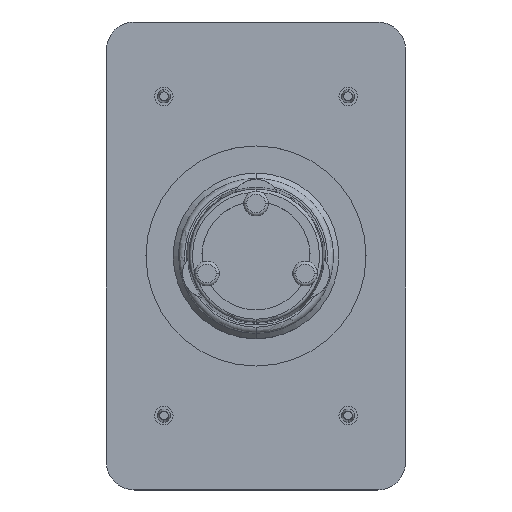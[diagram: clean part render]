
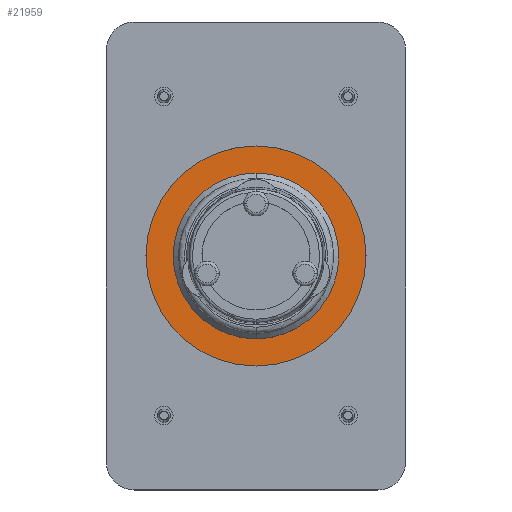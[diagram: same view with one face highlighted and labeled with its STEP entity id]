
A CAD part, top view. The second image highlights one B-rep face of the part: STEP entity #21959.
In plain terms, the highlighted planar face has unit normal (0, 0, 1).
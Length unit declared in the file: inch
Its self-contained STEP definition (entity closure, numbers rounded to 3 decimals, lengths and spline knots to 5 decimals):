
#291 = EDGE_CURVE ( 'NONE', #2454, #34275, #18405, .T. ) ;
#639 = CIRCLE ( 'NONE', #29233, 1.12 ) ;
#1119 = DIRECTION ( 'NONE',  ( -1., 0., 0. ) ) ;
#1893 = EDGE_LOOP ( 'NONE', ( #26327, #32350 ) ) ;
#2454 = VERTEX_POINT ( 'NONE', #21541 ) ;
#2505 = FACE_OUTER_BOUND ( 'NONE', #34409, .T. ) ;
#4612 = CARTESIAN_POINT ( 'NONE',  ( -1.12, 0., 0.34 ) ) ;
#6717 = DIRECTION ( 'NONE',  ( 0., 0., 1. ) ) ;
#8737 = ORIENTED_EDGE ( 'NONE', *, *, #27912, .T. ) ;
#10155 = CARTESIAN_POINT ( 'NONE',  ( 1.12, 0., 0.34 ) ) ;
#10880 = FACE_BOUND ( 'NONE', #1893, .T. ) ;
#11262 = AXIS2_PLACEMENT_3D ( 'NONE', #31968, #26565, #17811 ) ;
#13033 = CARTESIAN_POINT ( 'NONE',  ( 0., 0., 0.34 ) ) ;
#13243 = DIRECTION ( 'NONE',  ( 0., 1., 0. ) ) ;
#13620 = AXIS2_PLACEMENT_3D ( 'NONE', #21249, #21628, #13243 ) ;
#14236 = PLANE ( 'NONE',  #28757 ) ;
#16632 = CIRCLE ( 'NONE', #11262, 1.12 ) ;
#17811 = DIRECTION ( 'NONE',  ( -1., 0., 0. ) ) ;
#18405 = CIRCLE ( 'NONE', #13620, 0.843 ) ;
#19178 = ORIENTED_EDGE ( 'NONE', *, *, #30973, .T. ) ;
#20838 = EDGE_CURVE ( 'NONE', #34275, #2454, #22770, .T. ) ;
#21249 = CARTESIAN_POINT ( 'NONE',  ( 0., 0., 0.34 ) ) ;
#21362 = VERTEX_POINT ( 'NONE', #4612 ) ;
#21541 = CARTESIAN_POINT ( 'NONE',  ( 0., 0.843, 0.34 ) ) ;
#21628 = DIRECTION ( 'NONE',  ( 0., 0., -1. ) ) ;
#21812 = VERTEX_POINT ( 'NONE', #10155 ) ;
#21959 = ADVANCED_FACE ( 'NONE', ( #2505, #10880 ), #14236, .F. ) ;
#22273 = DIRECTION ( 'NONE',  ( 0., 0., -1. ) ) ;
#22770 = CIRCLE ( 'NONE', #32289, 0.843 ) ;
#24319 = CARTESIAN_POINT ( 'NONE',  ( 0., -0.843, 0.34 ) ) ;
#24762 = DIRECTION ( 'NONE',  ( 0., 0., -1. ) ) ;
#26327 = ORIENTED_EDGE ( 'NONE', *, *, #291, .T. ) ;
#26565 = DIRECTION ( 'NONE',  ( 0., 0., 1. ) ) ;
#27912 = EDGE_CURVE ( 'NONE', #21812, #21362, #16632, .T. ) ;
#28040 = CARTESIAN_POINT ( 'NONE',  ( 1.788, -2.46555, 0.34 ) ) ;
#28757 = AXIS2_PLACEMENT_3D ( 'NONE', #28040, #22273, #33623 ) ;
#29233 = AXIS2_PLACEMENT_3D ( 'NONE', #35236, #6717, #1119 ) ;
#30973 = EDGE_CURVE ( 'NONE', #21362, #21812, #639, .T. ) ;
#31968 = CARTESIAN_POINT ( 'NONE',  ( 0., 0., 0.34 ) ) ;
#32289 = AXIS2_PLACEMENT_3D ( 'NONE', #13033, #24762, #33316 ) ;
#32350 = ORIENTED_EDGE ( 'NONE', *, *, #20838, .T. ) ;
#33316 = DIRECTION ( 'NONE',  ( 0., 1., 0. ) ) ;
#33623 = DIRECTION ( 'NONE',  ( 1., 0., 0. ) ) ;
#34275 = VERTEX_POINT ( 'NONE', #24319 ) ;
#34409 = EDGE_LOOP ( 'NONE', ( #8737, #19178 ) ) ;
#35236 = CARTESIAN_POINT ( 'NONE',  ( 0., 0., 0.34 ) ) ;
